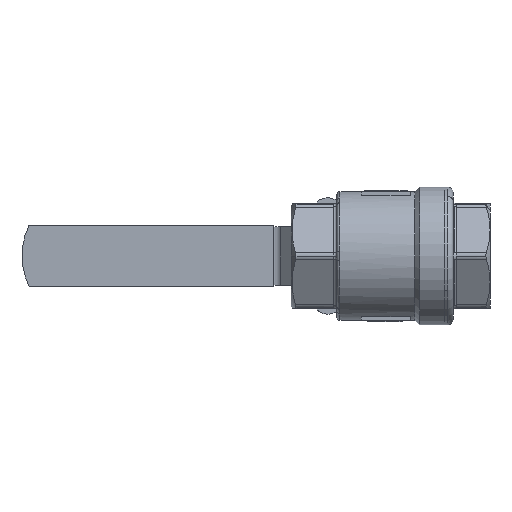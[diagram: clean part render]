
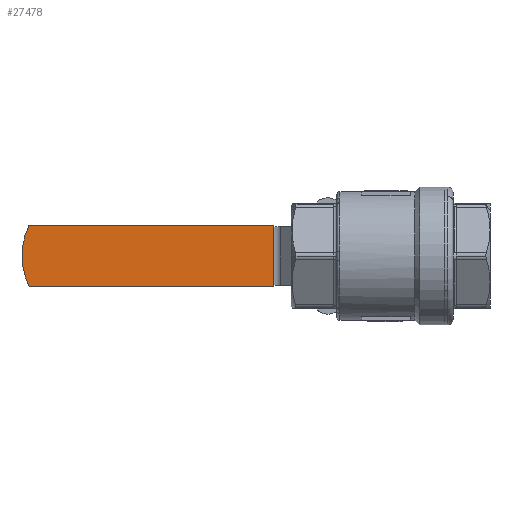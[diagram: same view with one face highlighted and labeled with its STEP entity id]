
A CAD part, front view. The second image highlights one B-rep face of the part: STEP entity #27478.
In plain terms, the highlighted face is planar.
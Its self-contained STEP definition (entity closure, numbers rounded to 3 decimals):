
#27196=CARTESIAN_POINT('',(25.416,-31.193,9.327));
#27197=VERTEX_POINT('',#27196);
#27206=CARTESIAN_POINT('',(25.7,-31.054,9.327));
#27207=VERTEX_POINT('',#27206);
#27208=CARTESIAN_POINT('',(15.7,-10.899,9.327));
#27209=DIRECTION('',(0.0,0.0,1.));
#27210=DIRECTION('',(0.432,-0.902,0.0));
#27211=AXIS2_PLACEMENT_3D('',#27208,#27209,#27210);
#27212=CIRCLE('',#27211,22.5);
#27213=EDGE_CURVE('',#27197,#27207,#27212,.T.);
#27386=CARTESIAN_POINT('',(25.7,48.859,9.327));
#27387=VERTEX_POINT('',#27386);
#27394=CARTESIAN_POINT('',(5.7,48.859,9.327));
#27395=VERTEX_POINT('',#27394);
#27396=CARTESIAN_POINT('',(5.7,48.859,9.327));
#27397=DIRECTION('',(1.0,0.0,0.0));
#27398=VECTOR('',#27397,20.);
#27399=LINE('',#27396,#27398);
#27400=EDGE_CURVE('',#27387,#27395,#27399,.F.);
#27448=CARTESIAN_POINT('',(15.7,7.98,9.327));
#27449=DIRECTION('',(0.0,0.0,-1.0));
#27450=DIRECTION('',(-1.0,0.0,0.0));
#27451=AXIS2_PLACEMENT_3D('',#27448,#27449,#27450);
#27452=PLANE('',#27451);
#27453=CARTESIAN_POINT('',(5.7,-31.054,9.327));
#27454=VERTEX_POINT('',#27453);
#27455=CARTESIAN_POINT('',(5.7,48.859,9.327));
#27456=DIRECTION('',(0.0,-1.0,0.0));
#27457=VECTOR('',#27456,79.913);
#27458=LINE('',#27455,#27457);
#27459=EDGE_CURVE('',#27395,#27454,#27458,.T.);
#27460=ORIENTED_EDGE('',*,*,#27459,.F.);
#27461=ORIENTED_EDGE('',*,*,#27400,.F.);
#27462=CARTESIAN_POINT('',(25.7,-31.054,9.327));
#27463=DIRECTION('',(0.0,1.0,0.0));
#27464=VECTOR('',#27463,79.913);
#27465=LINE('',#27462,#27464);
#27466=EDGE_CURVE('',#27207,#27387,#27465,.T.);
#27467=ORIENTED_EDGE('',*,*,#27466,.F.);
#27468=ORIENTED_EDGE('',*,*,#27213,.F.);
#27469=CARTESIAN_POINT('',(15.7,-10.899,9.327));
#27470=DIRECTION('',(0.0,0.0,1.));
#27471=DIRECTION('',(0.432,-0.902,0.0));
#27472=AXIS2_PLACEMENT_3D('',#27469,#27470,#27471);
#27473=CIRCLE('',#27472,22.5);
#27474=EDGE_CURVE('',#27454,#27197,#27473,.T.);
#27475=ORIENTED_EDGE('',*,*,#27474,.F.);
#27476=EDGE_LOOP('',(#27460,#27461,#27467,#27468,#27475));
#27477=FACE_OUTER_BOUND('',#27476,.T.);
#27478=ADVANCED_FACE('',(#27477),#27452,.T.);
